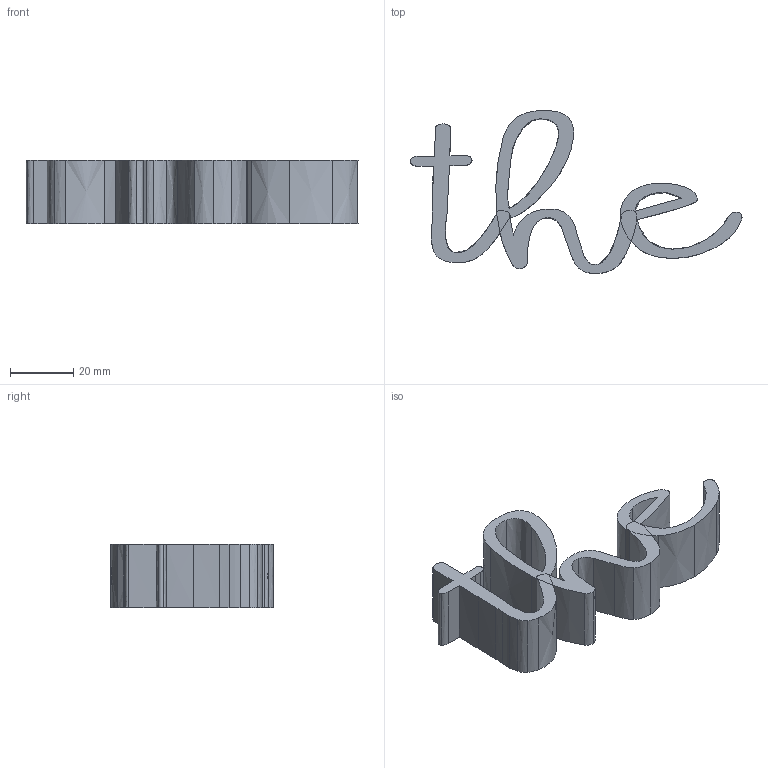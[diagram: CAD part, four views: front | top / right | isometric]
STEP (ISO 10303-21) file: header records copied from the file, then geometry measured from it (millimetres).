
FILE_DESCRIPTION(('FreeCAD Model'),'2;1');
FILE_NAME('the.step','2016-08-16T00:46:33',( 'Author'),(''),'Open CASCADE STEP processor 6.8','FreeCAD','Unknown' );
FILE_SCHEMA(('AUTOMOTIVE_DESIGN_CC2 { 1 2 10303 214 -1 1 5 4 }'));
Length unit declared in the file: millimetre
Products named in the file (2): ASSEMBLY; the
Assembly tree (1 placements, depth 2):
  ASSEMBLY
    the
Bounding box: 104.9 x 51.48 x 20 mm (x, y, z)
Volume: 25038.5 mm3; surface area: 15064.5 mm2
Topology: 1 solids, 1 shells, 96 faces, 278 edges, 184 vertices
Faces by surface type: extrusion 86, plane 10
Entity records: 9889 total; most frequent: CARTESIAN_POINT 5086, ORIENTED_EDGE 556, PCURVE 556, DEFINITIONAL_REPRESENTATION 556, DIRECTION 528, VECTOR 504, B_SPLINE_CURVE_WITH_KNOTS 502, LINE 418
